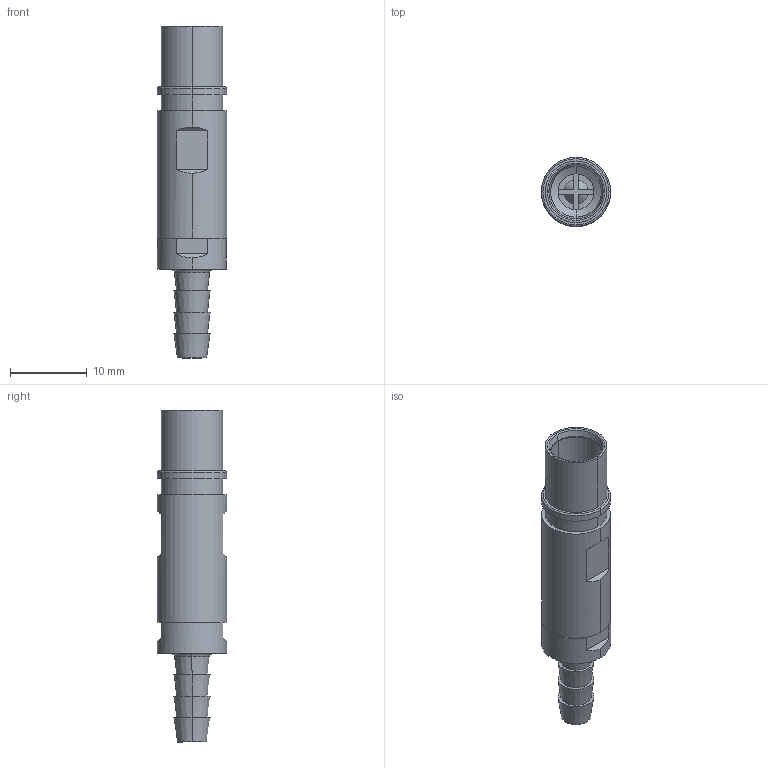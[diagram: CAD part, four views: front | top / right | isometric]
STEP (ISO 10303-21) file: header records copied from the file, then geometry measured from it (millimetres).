
FILE_DESCRIPTION(('Creo Elements/Direct Modeling STEP Export'),'2;1');
FILE_NAME('0ln7uvk5btlpge12516','2021-07-27T11:38:03',(''),(''),'Creo Elements/Direct Modeling STEP processor for AP214 (Solid Model)','Creo Elements/Direct Modeling 20.1B 02-Apr-2019 (C) Parametric Technology GmbH','');
FILE_SCHEMA(('AUTOMOTIVE_DESIGN { 1 0 10303 214 1 1 1 1 }'));
Length unit declared in the file: millimetre
Products named in the file (2): CX_4.0_MPV
Assembly tree (1 placements, depth 2):
  CX_4.0_MPV
    CX_4.0_MPV
Bounding box: 9 x 9 x 43.2 mm (x, y, z)
Volume: 1634.8 mm3; surface area: 1617.4 mm2
Topology: 1 solids, 1 shells, 77 faces, 182 edges, 118 vertices
Faces by surface type: plane 35, cylinder 18, cone 16, torus 8
Entity records: 2760 total; most frequent: CARTESIAN_POINT 426, ORIENTED_EDGE 364, DIRECTION 334, EDGE_CURVE 182, AXIS2_PLACEMENT_3D 130, VERTEX_POINT 118, EDGE_LOOP 88, COLOUR_RGB 78
